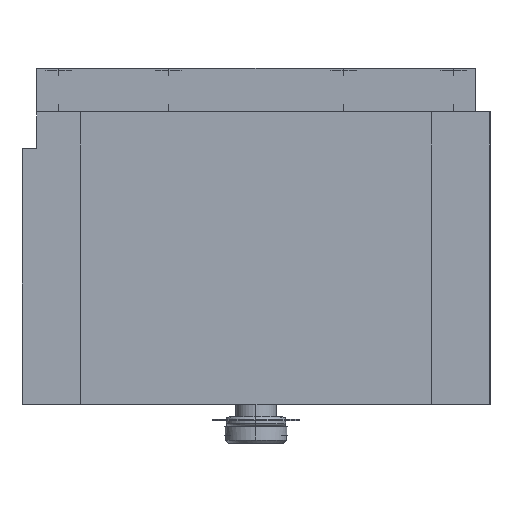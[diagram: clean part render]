
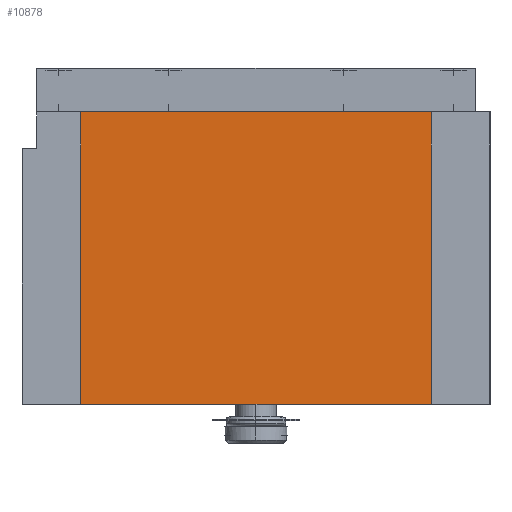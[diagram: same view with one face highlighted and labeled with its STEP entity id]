
A CAD part, left-side view. The second image highlights one B-rep face of the part: STEP entity #10878.
In plain terms, the highlighted face is planar.
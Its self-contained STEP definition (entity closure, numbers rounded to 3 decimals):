
#363 = CARTESIAN_POINT ( 'NONE',  ( -24., 40., 0. ) ) ;
#771 = CARTESIAN_POINT ( 'NONE',  ( 24., 40., 0. ) ) ;
#1221 = DIRECTION ( 'NONE',  ( -1., 0., 0. ) ) ;
#1244 = ORIENTED_EDGE ( 'NONE', *, *, #5276, .T. ) ;
#2736 = CARTESIAN_POINT ( 'NONE',  ( 24., 40., 0. ) ) ;
#2762 = EDGE_LOOP ( 'NONE', ( #1244, #7868, #8599, #8075 ) ) ;
#2774 = FACE_OUTER_BOUND ( 'NONE', #2762, .T. ) ;
#2946 = DIRECTION ( 'NONE',  ( 0., 1., 0. ) ) ;
#3155 = LINE ( 'NONE', #363, #9503 ) ;
#4058 = LINE ( 'NONE', #771, #4621 ) ;
#4389 = CARTESIAN_POINT ( 'NONE',  ( -24., 0., 0. ) ) ;
#4621 = VECTOR ( 'NONE', #8220, 1000. ) ;
#4830 = CARTESIAN_POINT ( 'NONE',  ( 24., 0., 0. ) ) ;
#5188 = VECTOR ( 'NONE', #1221, 1000. ) ;
#5276 = EDGE_CURVE ( 'NONE', #8831, #8455, #3155, .T. ) ;
#5315 = EDGE_CURVE ( 'NONE', #8698, #8831, #7778, .T. ) ;
#5420 = PLANE ( 'NONE',  #5995 ) ;
#5811 = CARTESIAN_POINT ( 'NONE',  ( 24., 0., 0. ) ) ;
#5995 = AXIS2_PLACEMENT_3D ( 'NONE', #2736, #10137, #7469 ) ;
#6025 = CARTESIAN_POINT ( 'NONE',  ( -24., 40., 0. ) ) ;
#6485 = VECTOR ( 'NONE', #9756, 1000. ) ;
#7469 = DIRECTION ( 'NONE',  ( 0., -1., 0. ) ) ;
#7778 = LINE ( 'NONE', #4830, #5188 ) ;
#7814 = LINE ( 'NONE', #7915, #6485 ) ;
#7868 = ORIENTED_EDGE ( 'NONE', *, *, #8489, .F. ) ;
#7915 = CARTESIAN_POINT ( 'NONE',  ( 24., 40., 0. ) ) ;
#8075 = ORIENTED_EDGE ( 'NONE', *, *, #5315, .T. ) ;
#8220 = DIRECTION ( 'NONE',  ( -1., 0., 0. ) ) ;
#8415 = EDGE_CURVE ( 'NONE', #8698, #10133, #7814, .T. ) ;
#8455 = VERTEX_POINT ( 'NONE', #6025 ) ;
#8489 = EDGE_CURVE ( 'NONE', #10133, #8455, #4058, .T. ) ;
#8599 = ORIENTED_EDGE ( 'NONE', *, *, #8415, .F. ) ;
#8698 = VERTEX_POINT ( 'NONE', #5811 ) ;
#8831 = VERTEX_POINT ( 'NONE', #4389 ) ;
#8882 = CARTESIAN_POINT ( 'NONE',  ( 24., 40., 0. ) ) ;
#9503 = VECTOR ( 'NONE', #2946, 1000. ) ;
#9756 = DIRECTION ( 'NONE',  ( 0., 1., 0. ) ) ;
#10133 = VERTEX_POINT ( 'NONE', #8882 ) ;
#10137 = DIRECTION ( 'NONE',  ( 0., 0., 1. ) ) ;
#10878 = ADVANCED_FACE ( 'NONE', ( #2774 ), #5420, .F. ) ;
